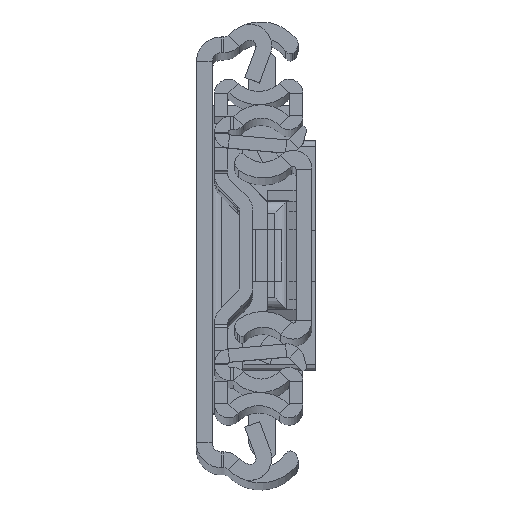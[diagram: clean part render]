
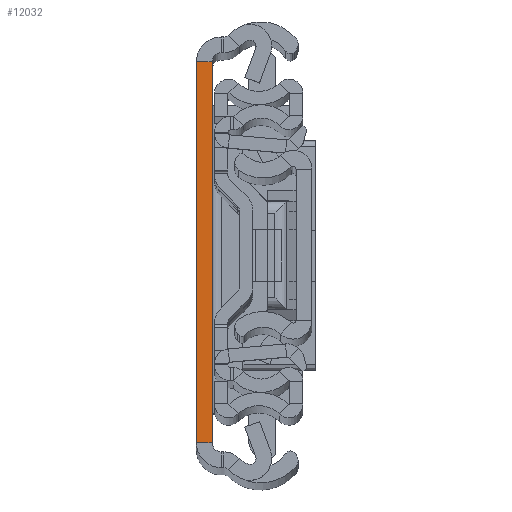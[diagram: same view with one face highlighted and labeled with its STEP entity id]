
A CAD part, top view. The second image highlights one B-rep face of the part: STEP entity #12032.
In plain terms, the highlighted planar face has unit normal (0, 0, 1).
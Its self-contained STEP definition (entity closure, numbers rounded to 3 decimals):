
#160 = PLANE ( 'NONE',  #16344 ) ;
#208 = DIRECTION ( 'NONE',  ( 0., 1., 0. ) ) ;
#411 = FACE_OUTER_BOUND ( 'NONE', #7522, .T. ) ;
#928 = VERTEX_POINT ( 'NONE', #4403 ) ;
#1149 = VERTEX_POINT ( 'NONE', #2748 ) ;
#1663 = EDGE_CURVE ( 'NONE', #14589, #1149, #1851, .T. ) ;
#1748 = VECTOR ( 'NONE', #2286, 1000. ) ;
#1851 = LINE ( 'NONE', #8113, #3359 ) ;
#2286 = DIRECTION ( 'NONE',  ( 1., 0., 0. ) ) ;
#2456 = LINE ( 'NONE', #10380, #12928 ) ;
#2748 = CARTESIAN_POINT ( 'NONE',  ( 0., 31.5, 0. ) ) ;
#3359 = VECTOR ( 'NONE', #9593, 1000. ) ;
#3750 = DIRECTION ( 'NONE',  ( 1., 0., 0. ) ) ;
#4403 = CARTESIAN_POINT ( 'NONE',  ( 2.6, 31.5, 0. ) ) ;
#4429 = ORIENTED_EDGE ( 'NONE', *, *, #17047, .T. ) ;
#5134 = EDGE_CURVE ( 'NONE', #10662, #928, #13575, .T. ) ;
#5607 = CARTESIAN_POINT ( 'NONE',  ( 2.6, -31.5, 0. ) ) ;
#5795 = DIRECTION ( 'NONE',  ( 0., 1., 0. ) ) ;
#6347 = EDGE_CURVE ( 'NONE', #1149, #928, #2456, .T. ) ;
#6811 = CARTESIAN_POINT ( 'NONE',  ( 2.6, -31.5, 0. ) ) ;
#7522 = EDGE_LOOP ( 'NONE', ( #15952, #13044, #4429, #15744 ) ) ;
#7731 = CARTESIAN_POINT ( 'NONE',  ( 0., -31.5, 0. ) ) ;
#8113 = CARTESIAN_POINT ( 'NONE',  ( 0., -31.5, 0. ) ) ;
#9552 = CARTESIAN_POINT ( 'NONE',  ( 2.6, -31.5, 0. ) ) ;
#9593 = DIRECTION ( 'NONE',  ( 0., 1., 0. ) ) ;
#10380 = CARTESIAN_POINT ( 'NONE',  ( 2.6, 31.5, 0. ) ) ;
#10662 = VERTEX_POINT ( 'NONE', #5607 ) ;
#12032 = ADVANCED_FACE ( 'NONE', ( #411 ), #160, .F. ) ;
#12348 = VECTOR ( 'NONE', #208, 1000. ) ;
#12558 = CARTESIAN_POINT ( 'NONE',  ( 2.6, -31.5, 0. ) ) ;
#12928 = VECTOR ( 'NONE', #3750, 1000. ) ;
#13044 = ORIENTED_EDGE ( 'NONE', *, *, #1663, .F. ) ;
#13575 = LINE ( 'NONE', #6811, #12348 ) ;
#14204 = LINE ( 'NONE', #12558, #1748 ) ;
#14589 = VERTEX_POINT ( 'NONE', #7731 ) ;
#14849 = DIRECTION ( 'NONE',  ( 0., 0., -1. ) ) ;
#15744 = ORIENTED_EDGE ( 'NONE', *, *, #5134, .T. ) ;
#15952 = ORIENTED_EDGE ( 'NONE', *, *, #6347, .F. ) ;
#16344 = AXIS2_PLACEMENT_3D ( 'NONE', #9552, #14849, #5795 ) ;
#17047 = EDGE_CURVE ( 'NONE', #14589, #10662, #14204, .T. ) ;
